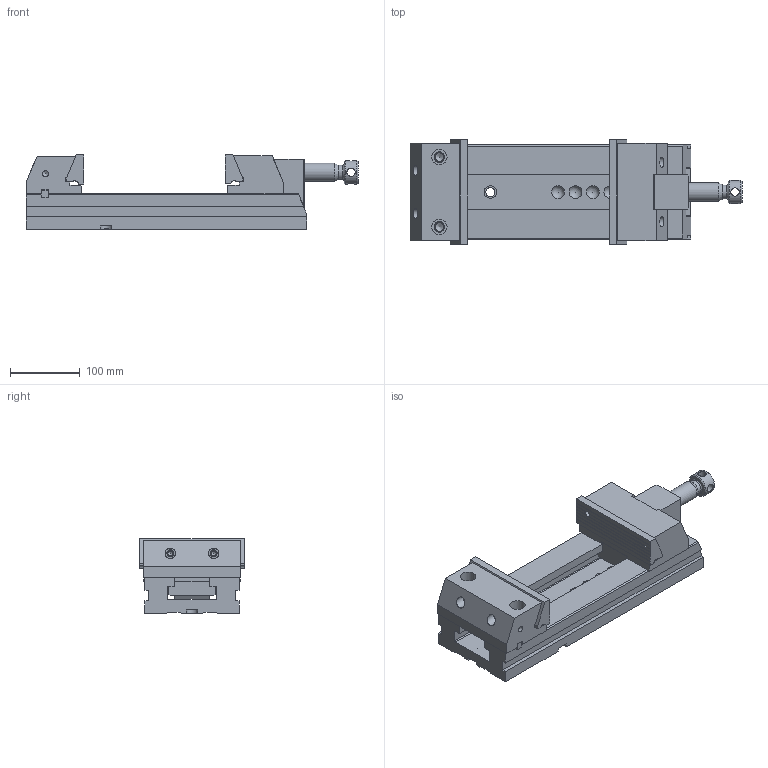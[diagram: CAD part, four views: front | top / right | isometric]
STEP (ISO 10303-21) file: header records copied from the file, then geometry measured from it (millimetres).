
FILE_DESCRIPTION(/* description */ (''),/* implementation_level */ '2;1');
FILE_NAME(/* name */ 'PRD_150G_Mordaza.stp',/* time_stamp */ '2014-05-24T09:52:42+02:00',/* author */ (''),/* organization */ (''),/* preprocessor_version */ 'ST-DEVELOPER v15',/* originating_system */ 'SIEMENS PLM Software NX 9.0',/* authorisation */ '');
FILE_SCHEMA (('CONFIG_CONTROL_DESIGN'));
Length unit declared in the file: millimetre
Products named in the file (1): PRD_150G_Mordaza
Bounding box: 475.5 x 150 x 107.1 mm (x, y, z)
Volume: 3171360.6 mm3; surface area: 447777.7 mm2
Topology: 12 solids, 12 shells, 425 faces, 1173 edges, 780 vertices
Faces by surface type: plane 285, cylinder 92, cone 35, sphere 10, torus 3
Full cylindrical faces by diameter (mm): 4.351 x1, 5.188 x5, 6.985 x4, 8.782 x5, 9.7 x2, 10 x2, 10.579 x4, 12 x4, 12.376 x2, 13 x6, 15 x6, 16 x2, 16.5 x1, 18 x2, 19 x4, 20 x3, 21.25 x1, 22 x2, 26 x1, 30 x2, 33.8 x1, 34 x3
Entity records: 12659 total; most frequent: CARTESIAN_POINT 2393, DIRECTION 2063, ORIENTED_EDGE 1960, EDGE_CURVE 980, VERTEX_POINT 715, LINE 693, VECTOR 693, AXIS2_PLACEMENT_3D 685
